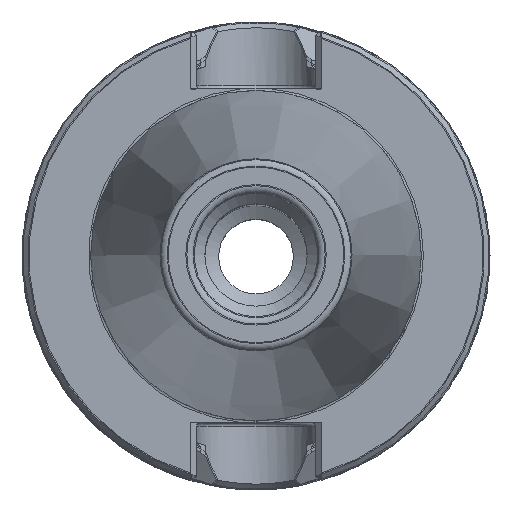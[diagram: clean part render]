
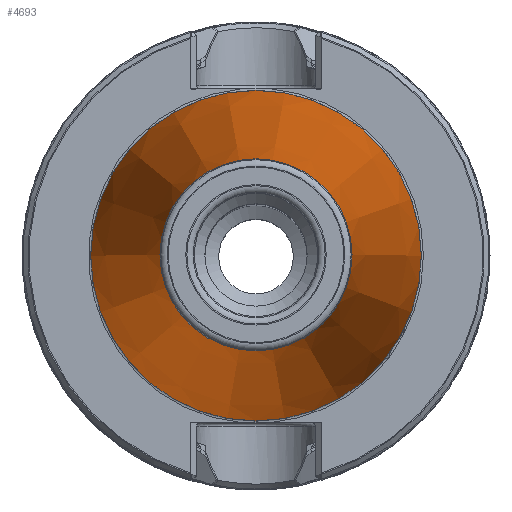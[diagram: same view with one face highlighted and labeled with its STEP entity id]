
A CAD part, top view. The second image highlights one B-rep face of the part: STEP entity #4693.
In plain terms, the highlighted conical face has half-angle 8.297 degrees and reference radius 12.867 mm.
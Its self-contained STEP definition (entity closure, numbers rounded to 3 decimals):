
#473=CONICAL_SURFACE('',#5046,12.867,0.145);
#1009=ORIENTED_EDGE('',*,*,#1610,.T.);
#1010=ORIENTED_EDGE('',*,*,#1611,.T.);
#1610=EDGE_CURVE('',#1970,#1970,#2204,.F.);
#1611=EDGE_CURVE('',#1971,#1971,#2205,.T.);
#1970=VERTEX_POINT('',#6940);
#1971=VERTEX_POINT('',#6943);
#2204=CIRCLE('',#5045,12.992);
#2205=CIRCLE('',#5047,22.375);
#2475=EDGE_LOOP('',(#1009));
#2476=EDGE_LOOP('',(#1010));
#2807=FACE_BOUND('',#2475,.T.);
#2808=FACE_BOUND('',#2476,.T.);
#4693=ADVANCED_FACE('',(#2807,#2808),#473,.T.);
#5045=AXIS2_PLACEMENT_3D('',#6939,#5786,#5787);
#5046=AXIS2_PLACEMENT_3D('',#6941,#5788,#5789);
#5047=AXIS2_PLACEMENT_3D('',#6942,#5790,#5791);
#5786=DIRECTION('',(0.,0.,1.));
#5787=DIRECTION('',(1.,0.,0.));
#5788=DIRECTION('',(0.,0.,-1.));
#5789=DIRECTION('',(-1.,0.,0.));
#5790=DIRECTION('',(0.,0.,1.));
#5791=DIRECTION('',(1.,0.,0.));
#6939=CARTESIAN_POINT('',(0.,0.,64.744));
#6940=CARTESIAN_POINT('',(12.992,0.,64.744));
#6941=CARTESIAN_POINT('',(0.,0.,65.6));
#6942=CARTESIAN_POINT('',(0.,0.,0.4));
#6943=CARTESIAN_POINT('',(22.375,0.,0.4));
